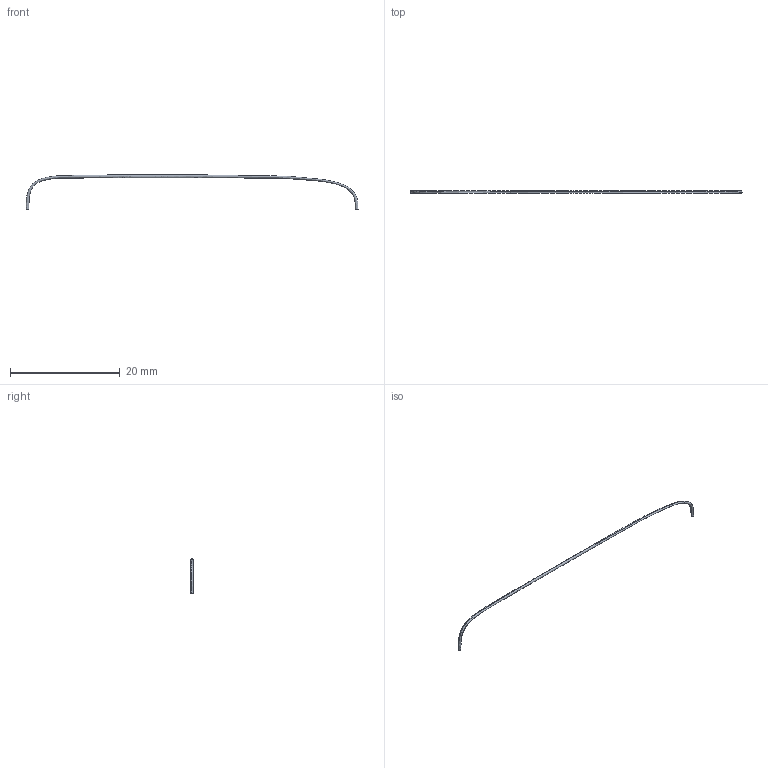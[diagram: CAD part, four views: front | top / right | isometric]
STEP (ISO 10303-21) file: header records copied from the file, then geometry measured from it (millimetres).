
FILE_DESCRIPTION(/* description */ (''),/* implementation_level */ '2;1');
FILE_NAME(/* name */ 'wire_bridge_60mm',/* time_stamp */ '2020-02-03T00:18:37-03:00',/* author */ (''),/* organization */ (''),/* preprocessor_version */ 'ST-DEVELOPER v10',/* originating_system */ '',/* authorisation */ '');
FILE_SCHEMA (('AUTOMOTIVE_DESIGN'));
Length unit declared in the file: millimetre
Products named in the file (1): 1
Bounding box: 60.5 x 0.5 x 6.25 mm (x, y, z)
Surface area: 100.1 mm2 (no closed solid volume)
Topology: 0 solids, 1 shells, 2 faces, 6 edges, 4 vertices
Faces by surface type: bspline 2
Entity records: 266 total; most frequent: CARTESIAN_POINT 200, ORIENTED_EDGE 8, EDGE_CURVE 6, B_SPLINE_CURVE_WITH_KNOTS 6, VERTEX_POINT 4, DIRECTION 4, ADVANCED_FACE 2, FACE_OUTER_BOUND 2
